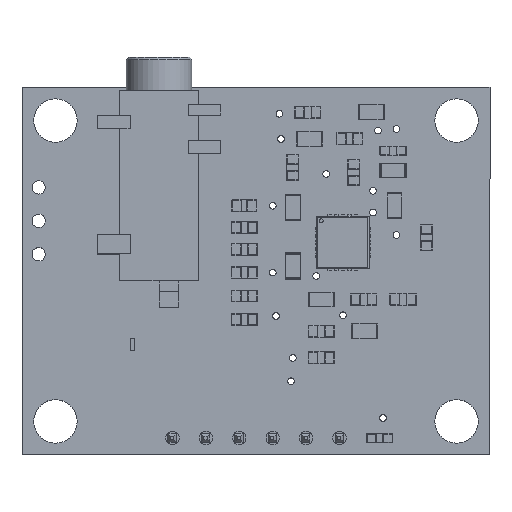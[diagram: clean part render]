
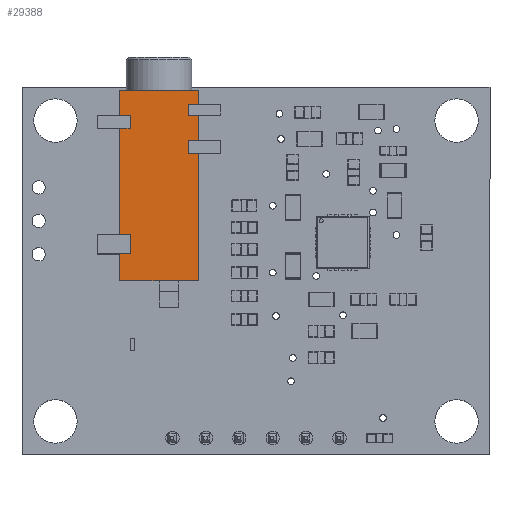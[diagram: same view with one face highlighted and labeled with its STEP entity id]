
A CAD part, top view. The second image highlights one B-rep face of the part: STEP entity #29388.
In plain terms, the highlighted planar face has unit normal (0, 0, 1).
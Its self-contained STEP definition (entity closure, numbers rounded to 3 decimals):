
#1359=PLANE('',#32912);
#3050=FACE_OUTER_BOUND('',#5025,.T.);
#5025=EDGE_LOOP('',(#23728,#23729,#23730,#23731,#23732,#23733,#23734,#23735,
#23736,#23737,#23738,#23739,#23740,#23741,#23742,#23743,#23744,#23745,#23746,
#23747,#23748));
#7176=LINE('',#48538,#9727);
#7180=LINE('',#48547,#9731);
#7184=LINE('',#48554,#9735);
#7186=LINE('',#48559,#9737);
#7190=LINE('',#48568,#9741);
#7194=LINE('',#48575,#9745);
#7198=LINE('',#48582,#9749);
#7199=LINE('',#48585,#9750);
#7203=LINE('',#48591,#9754);
#7204=LINE('',#48595,#9755);
#7208=LINE('',#48604,#9759);
#7212=LINE('',#48611,#9763);
#7214=LINE('',#48616,#9765);
#7218=LINE('',#48625,#9769);
#7222=LINE('',#48632,#9773);
#7226=LINE('',#48639,#9777);
#7227=LINE('',#48642,#9778);
#7231=LINE('',#48648,#9782);
#7241=LINE('',#48699,#9792);
#7242=LINE('',#48701,#9793);
#7245=LINE('',#48705,#9796);
#9727=VECTOR('',#40328,10.);
#9731=VECTOR('',#40334,10.);
#9735=VECTOR('',#40340,10.);
#9737=VECTOR('',#40344,10.);
#9741=VECTOR('',#40350,10.);
#9745=VECTOR('',#40356,10.);
#9749=VECTOR('',#40362,10.);
#9750=VECTOR('',#40365,10.);
#9754=VECTOR('',#40371,10.);
#9755=VECTOR('',#40374,10.);
#9759=VECTOR('',#40380,10.);
#9763=VECTOR('',#40386,10.);
#9765=VECTOR('',#40390,10.);
#9769=VECTOR('',#40396,10.);
#9773=VECTOR('',#40402,10.);
#9777=VECTOR('',#40408,10.);
#9778=VECTOR('',#40411,10.);
#9782=VECTOR('',#40417,10.);
#9792=VECTOR('',#40481,10.);
#9793=VECTOR('',#40484,10.);
#9796=VECTOR('',#40489,10.);
#13461=VERTEX_POINT('',#48536);
#13462=VERTEX_POINT('',#48537);
#13465=VERTEX_POINT('',#48545);
#13466=VERTEX_POINT('',#48546);
#13469=VERTEX_POINT('',#48557);
#13470=VERTEX_POINT('',#48558);
#13473=VERTEX_POINT('',#48566);
#13474=VERTEX_POINT('',#48567);
#13478=VERTEX_POINT('',#48580);
#13479=VERTEX_POINT('',#48584);
#13481=VERTEX_POINT('',#48593);
#13482=VERTEX_POINT('',#48594);
#13485=VERTEX_POINT('',#48602);
#13486=VERTEX_POINT('',#48603);
#13489=VERTEX_POINT('',#48614);
#13490=VERTEX_POINT('',#48615);
#13493=VERTEX_POINT('',#48623);
#13494=VERTEX_POINT('',#48624);
#13498=VERTEX_POINT('',#48637);
#13499=VERTEX_POINT('',#48641);
#13508=VERTEX_POINT('',#48672);
#16916=EDGE_CURVE('',#13461,#13462,#7176,.T.);
#16920=EDGE_CURVE('',#13465,#13466,#7180,.T.);
#16924=EDGE_CURVE('',#13466,#13461,#7184,.T.);
#16926=EDGE_CURVE('',#13469,#13470,#7186,.T.);
#16930=EDGE_CURVE('',#13473,#13474,#7190,.T.);
#16934=EDGE_CURVE('',#13474,#13469,#7194,.T.);
#16938=EDGE_CURVE('',#13470,#13478,#7198,.T.);
#16939=EDGE_CURVE('',#13479,#13465,#7199,.T.);
#16943=EDGE_CURVE('',#13462,#13473,#7203,.T.);
#16944=EDGE_CURVE('',#13481,#13482,#7204,.T.);
#16948=EDGE_CURVE('',#13485,#13486,#7208,.T.);
#16952=EDGE_CURVE('',#13486,#13481,#7212,.T.);
#16954=EDGE_CURVE('',#13489,#13490,#7214,.T.);
#16958=EDGE_CURVE('',#13493,#13494,#7218,.T.);
#16962=EDGE_CURVE('',#13494,#13489,#7222,.T.);
#16966=EDGE_CURVE('',#13490,#13498,#7226,.T.);
#16967=EDGE_CURVE('',#13499,#13485,#7227,.T.);
#16971=EDGE_CURVE('',#13482,#13493,#7231,.T.);
#16995=EDGE_CURVE('',#13508,#13479,#7241,.T.);
#16996=EDGE_CURVE('',#13498,#13508,#7242,.T.);
#16999=EDGE_CURVE('',#13478,#13499,#7245,.T.);
#23728=ORIENTED_EDGE('',*,*,#16916,.T.);
#23729=ORIENTED_EDGE('',*,*,#16943,.T.);
#23730=ORIENTED_EDGE('',*,*,#16930,.T.);
#23731=ORIENTED_EDGE('',*,*,#16934,.T.);
#23732=ORIENTED_EDGE('',*,*,#16926,.T.);
#23733=ORIENTED_EDGE('',*,*,#16938,.T.);
#23734=ORIENTED_EDGE('',*,*,#16999,.T.);
#23735=ORIENTED_EDGE('',*,*,#16967,.T.);
#23736=ORIENTED_EDGE('',*,*,#16948,.T.);
#23737=ORIENTED_EDGE('',*,*,#16952,.T.);
#23738=ORIENTED_EDGE('',*,*,#16944,.T.);
#23739=ORIENTED_EDGE('',*,*,#16971,.T.);
#23740=ORIENTED_EDGE('',*,*,#16958,.T.);
#23741=ORIENTED_EDGE('',*,*,#16962,.T.);
#23742=ORIENTED_EDGE('',*,*,#16954,.T.);
#23743=ORIENTED_EDGE('',*,*,#16966,.T.);
#23744=ORIENTED_EDGE('',*,*,#16996,.T.);
#23745=ORIENTED_EDGE('',*,*,#16995,.T.);
#23746=ORIENTED_EDGE('',*,*,#16939,.T.);
#23747=ORIENTED_EDGE('',*,*,#16920,.T.);
#23748=ORIENTED_EDGE('',*,*,#16924,.T.);
#29388=ADVANCED_FACE('',(#3050),#1359,.T.);
#32912=AXIS2_PLACEMENT_3D('',#48706,#40490,#40491);
#40328=DIRECTION('',(0.,-1.,0.));
#40334=DIRECTION('',(0.,1.,0.));
#40340=DIRECTION('',(1.,0.,0.));
#40344=DIRECTION('',(0.,-1.,0.));
#40350=DIRECTION('',(0.,1.,0.));
#40356=DIRECTION('',(1.,0.,0.));
#40362=DIRECTION('',(1.,0.,0.));
#40365=DIRECTION('',(1.,0.,0.));
#40371=DIRECTION('',(1.,0.,0.));
#40374=DIRECTION('',(0.,1.,0.));
#40380=DIRECTION('',(0.,-1.,0.));
#40386=DIRECTION('',(-1.,0.,0.));
#40390=DIRECTION('',(0.,1.,0.));
#40396=DIRECTION('',(0.,-1.,0.));
#40402=DIRECTION('',(-1.,0.,0.));
#40408=DIRECTION('',(-1.,0.,0.));
#40411=DIRECTION('',(-1.,0.,0.));
#40417=DIRECTION('',(-1.,0.,0.));
#40481=DIRECTION('',(0.,-1.,0.));
#40484=DIRECTION('',(0.,-1.,0.));
#40489=DIRECTION('',(0.,1.,0.));
#40490=DIRECTION('center_axis',(0.,0.,
1.));
#40491=DIRECTION('ref_axis',(1.,0.,0.));
#48536=CARTESIAN_POINT('',(2.877,-2.326,5.));
#48537=CARTESIAN_POINT('',(2.877,-3.126,5.));
#48538=CARTESIAN_POINT('',(2.877,-1.626,5.));
#48545=CARTESIAN_POINT('',(1.877,-3.126,5.));
#48546=CARTESIAN_POINT('',(1.877,-2.326,5.));
#48547=CARTESIAN_POINT('',(1.877,-1.626,5.));
#48554=CARTESIAN_POINT('',(7.189,-2.326,5.));
#48557=CARTESIAN_POINT('',(12.427,-2.326,5.));
#48558=CARTESIAN_POINT('',(12.427,-3.126,5.));
#48559=CARTESIAN_POINT('',(12.427,-1.626,5.));
#48566=CARTESIAN_POINT('',(10.927,-3.126,5.));
#48567=CARTESIAN_POINT('',(10.927,-2.326,5.));
#48568=CARTESIAN_POINT('',(10.927,-1.626,5.));
#48575=CARTESIAN_POINT('',(7.189,-2.326,5.));
#48580=CARTESIAN_POINT('',(14.477,-3.126,5.));
#48582=CARTESIAN_POINT('',(14.477,-3.126,5.));
#48584=CARTESIAN_POINT('',(-0.023,-3.126,5.));
#48585=CARTESIAN_POINT('',(14.477,-3.126,5.));
#48591=CARTESIAN_POINT('',(14.477,-3.126,5.));
#48593=CARTESIAN_POINT('',(3.777,2.074,5.));
#48594=CARTESIAN_POINT('',(3.777,2.874,5.));
#48595=CARTESIAN_POINT('',(3.777,1.374,5.));
#48602=CARTESIAN_POINT('',(4.777,2.874,5.));
#48603=CARTESIAN_POINT('',(4.777,2.074,5.));
#48604=CARTESIAN_POINT('',(4.777,1.374,5.));
#48611=CARTESIAN_POINT('',(5.077,2.074,5.));
#48614=CARTESIAN_POINT('',(1.077,2.074,5.));
#48615=CARTESIAN_POINT('',(1.077,2.874,5.));
#48616=CARTESIAN_POINT('',(1.077,1.374,5.));
#48623=CARTESIAN_POINT('',(1.877,2.874,5.));
#48624=CARTESIAN_POINT('',(1.877,2.074,5.));
#48625=CARTESIAN_POINT('',(1.877,1.374,5.));
#48632=CARTESIAN_POINT('',(5.077,2.074,5.));
#48637=CARTESIAN_POINT('',(-0.023,2.874,5.));
#48639=CARTESIAN_POINT('',(-0.023,2.874,5.));
#48641=CARTESIAN_POINT('',(14.477,2.874,5.));
#48642=CARTESIAN_POINT('',(-0.023,2.874,5.));
#48648=CARTESIAN_POINT('',(-0.023,2.874,5.));
#48672=CARTESIAN_POINT('',(-0.023,-0.126,5.));
#48699=CARTESIAN_POINT('',(-0.023,-3.126,5.));
#48701=CARTESIAN_POINT('',(-0.023,-3.126,5.));
#48705=CARTESIAN_POINT('',(14.477,2.874,5.));
#48706=CARTESIAN_POINT('Origin',(7.227,-0.126,5.));
